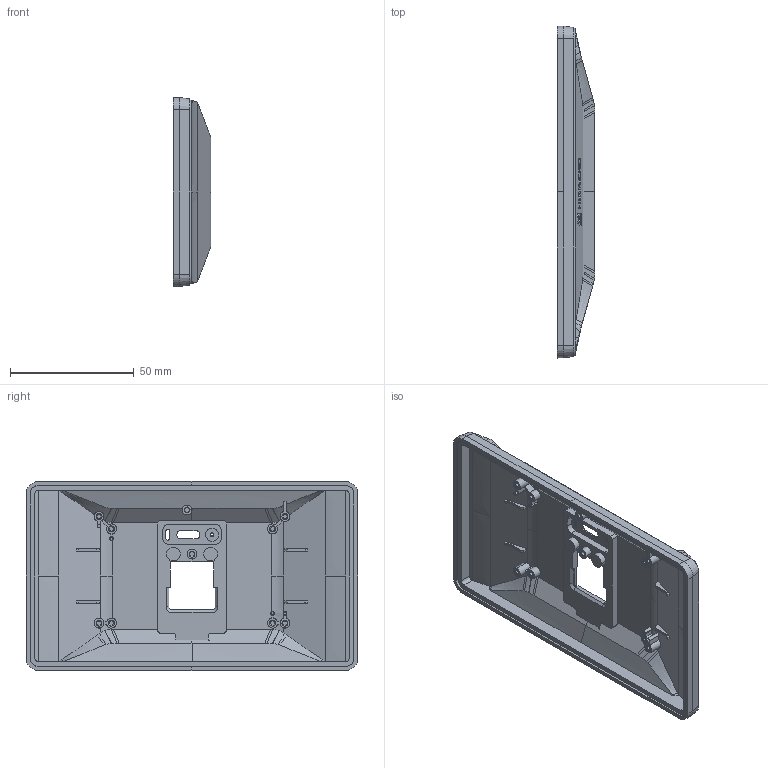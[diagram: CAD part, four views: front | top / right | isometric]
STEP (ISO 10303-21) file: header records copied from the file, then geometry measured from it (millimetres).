
FILE_DESCRIPTION((''),'2;1');
FILE_NAME('XIANHSIPINGKT_ASM','2025-05-28T16:49:44',('lishuaijun5'),(''),'CREO PARAMETRIC BY PTC INC, 2020044','CREO PARAMETRIC BY PTC INC, 2020044','');
FILE_SCHEMA(('AUTOMOTIVE_DESIGN { 1 0 10303 214 1 1 1 1 }'));
Length unit declared in the file: millimetre
Products named in the file (3): XIANSHIPINGKETI; M2-3_HT; XIANHSIPINGKT_ASM
Assembly tree (3 placements, depth 2):
  XIANHSIPINGKT_ASM
    XIANSHIPINGKETI
    M2-3_HT  x2
Bounding box: 15.2 x 133.8 x 76.3 mm (x, y, z)
Volume: 28292.2 mm3; surface area: 28453.2 mm2
Topology: 3 solids, 3 shells, 835 faces, 2287 edges, 1495 vertices
Faces by surface type: plane 339, cylinder 210, bspline 173, extrusion 55, cone 46, torus 8, sphere 4
Entity records: 31543 total; most frequent: CARTESIAN_POINT 13655, ORIENTED_EDGE 3884, DIRECTION 2771, EDGE_CURVE 1942, VERTEX_POINT 1267, VECTOR 937, AXIS2_PLACEMENT_3D 917, LINE 882
